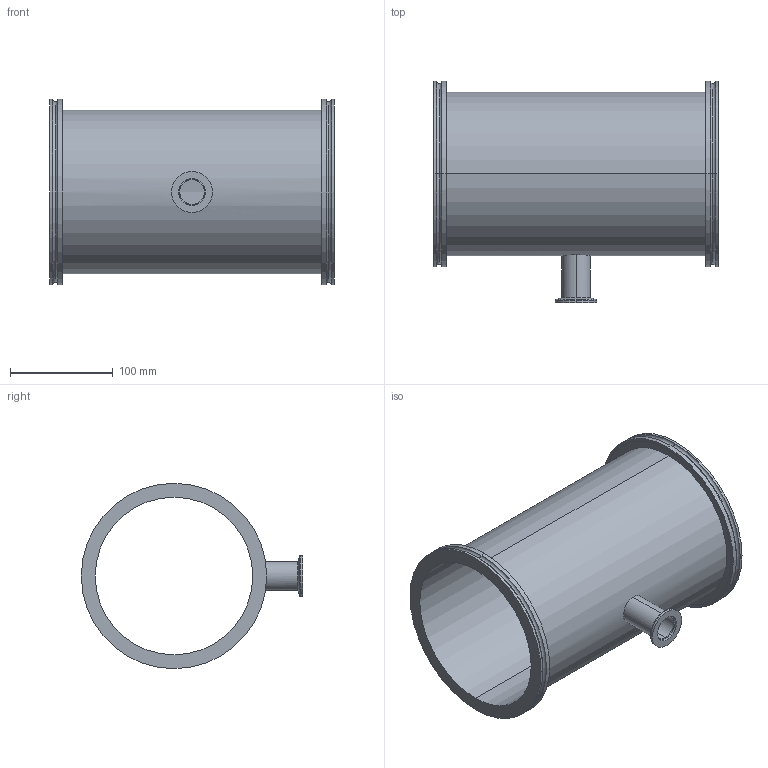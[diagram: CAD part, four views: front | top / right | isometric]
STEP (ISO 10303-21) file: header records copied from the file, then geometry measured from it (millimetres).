
FILE_DESCRIPTION (( 'STEP AP214' ), '1' );
FILE_NAME ('320RTR160-025.stp', '2017-06-01T11:30:54', ( '' ), ( '' ), 'SwSTEP 2.0', 'SolidWorks 2015', '' );
FILE_SCHEMA (( 'AUTOMOTIVE_DESIGN' ));
Length unit declared in the file: millimetre
Products named in the file (1): 320RTR160-025
Bounding box: 276 x 215 x 180 mm (x, y, z)
Volume: 524061 mm3; surface area: 321235.4 mm2
Topology: 2 solids, 2 shells, 57 faces, 116 edges, 70 vertices
Faces by surface type: cylinder 31, torus 14, plane 10, cone 2
Entity records: 2569 total; most frequent: CARTESIAN_POINT 637, DIRECTION 300, ORIENTED_EDGE 232, AXIS2_PLACEMENT_3D 134, EDGE_CURVE 116, CIRCLE 76, EDGE_LOOP 70, VERTEX_POINT 70
